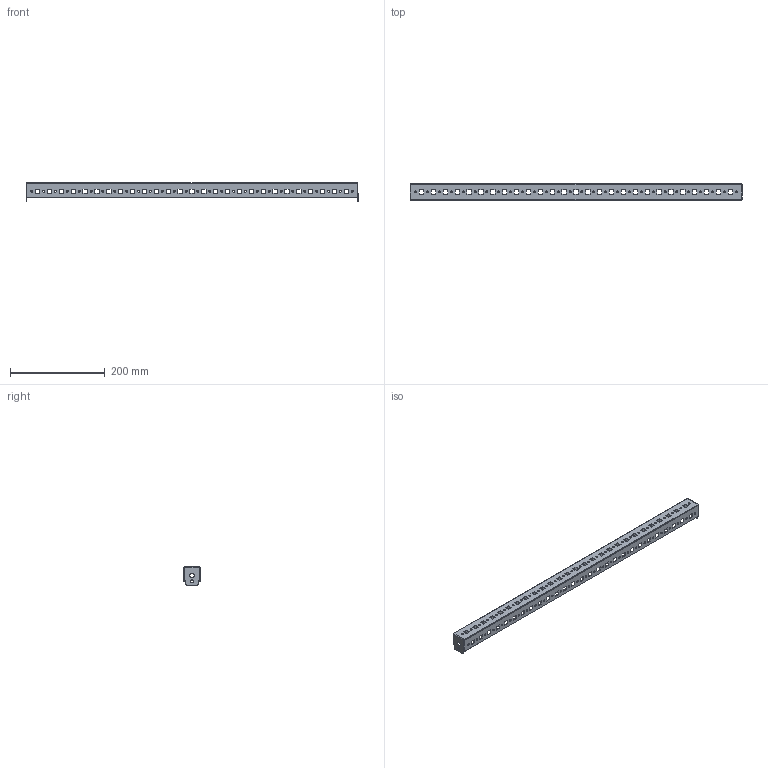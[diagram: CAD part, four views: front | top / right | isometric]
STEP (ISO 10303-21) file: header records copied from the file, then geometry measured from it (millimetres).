
FILE_DESCRIPTION (( 'STEP AP203' ), '1' );
FILE_NAME ('AC00C262.step', '2011-01-20T13:13:24', ( 'User' ), ( 'DKC' ), 'SwSTEP 2.0', 'SolidWorks 2010', '' );
FILE_SCHEMA (( 'CONFIG_CONTROL_DESIGN' ));
Length unit declared in the file: millimetre
Products named in the file (1): AC00C262
Bounding box: 699 x 34 x 38.5 mm (x, y, z)
Volume: 86001.1 mm3; surface area: 123439.4 mm2
Topology: 1 solids, 1 shells, 558 faces, 1640 edges, 1084 vertices
Faces by surface type: plane 366, cylinder 192
Entity records: 19261 total; most frequent: CARTESIAN_POINT 3283, ORIENTED_EDGE 3280, DIRECTION 3146, EDGE_CURVE 1640, VECTOR 1252, LINE 1252, VERTEX_POINT 1084, AXIS2_PLACEMENT_3D 947
